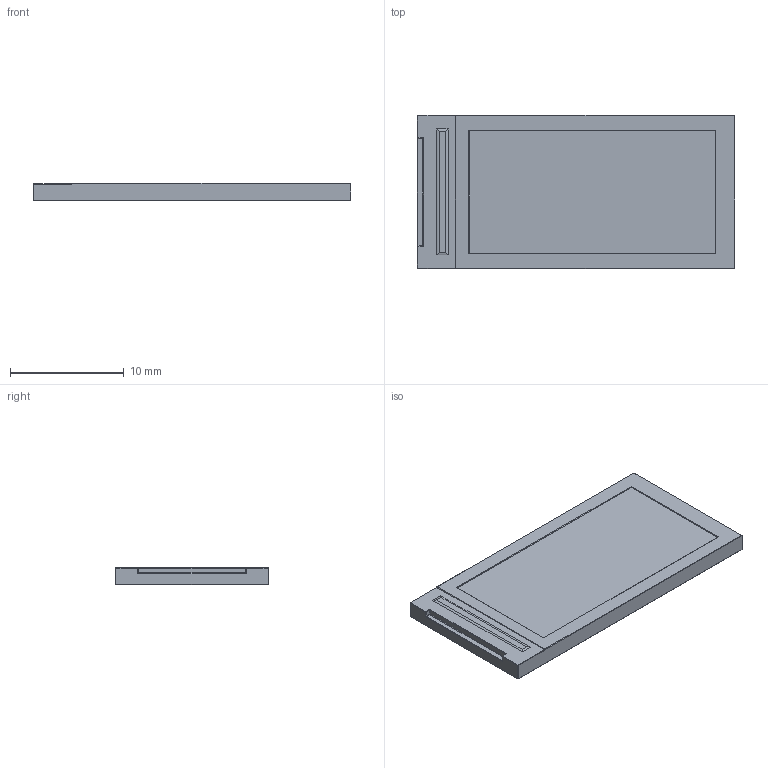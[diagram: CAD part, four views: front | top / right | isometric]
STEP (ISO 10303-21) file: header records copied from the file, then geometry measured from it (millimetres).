
FILE_DESCRIPTION(/* description */ (''),/* implementation_level */ '2;1');
FILE_NAME(/* name */ '0.96_IPSLCD_13P v1.step',/* time_stamp */ '2022-08-18T08:56:02+08:00',/* author */ (''),/* organization */ (''),/* preprocessor_version */ 'ST-DEVELOPER v19',/* originating_system */ 'Autodesk Translation Framework v11.7.0.108',/* authorisation */ '');
FILE_SCHEMA (('AUTOMOTIVE_DESIGN { 1 0 10303 214 3 1 1 }'));
Length unit declared in the file: millimetre
Products named in the file (2): 0.96_IPSLCD_13P; 零部件1
Assembly tree (1 placements, depth 2):
  0.96_IPSLCD_13P
    零部件1
Bounding box: 27.95 x 13.5 x 1.55 mm (x, y, z)
Volume: 568.8 mm3; surface area: 880.3 mm2
Topology: 1 solids, 1 shells, 73 faces, 147 edges, 78 vertices
Faces by surface type: plane 69, cylinder 4
Entity records: 1860 total; most frequent: DIRECTION 303, CARTESIAN_POINT 301, ORIENTED_EDGE 294, EDGE_CURVE 147, LINE 143, VECTOR 143, AXIS2_PLACEMENT_3D 80, VERTEX_POINT 78
